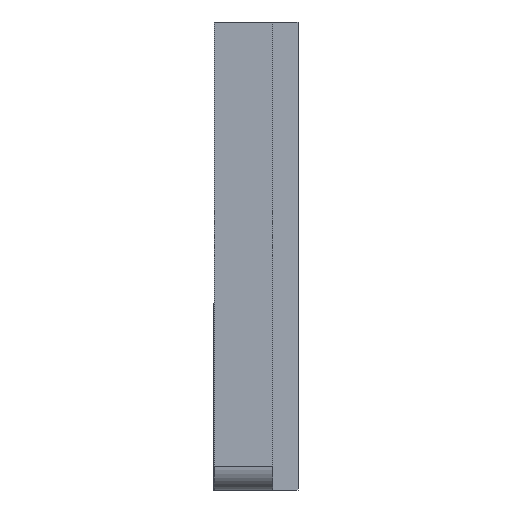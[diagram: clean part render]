
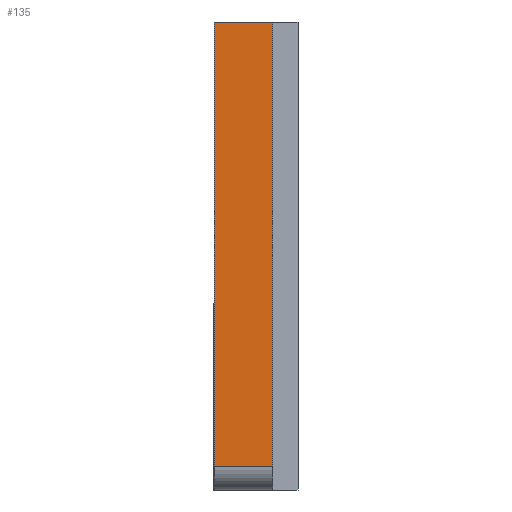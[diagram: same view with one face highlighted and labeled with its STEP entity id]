
A CAD part, left-side view. The second image highlights one B-rep face of the part: STEP entity #135.
In plain terms, the highlighted planar face has unit normal (-1, 0, 0).
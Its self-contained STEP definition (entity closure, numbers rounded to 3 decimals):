
#105 = PLANE ( 'NONE',  #260 ) ;
#135 = ADVANCED_FACE ( 'NONE', ( #269 ), #105, .F. ) ;
#141 = CARTESIAN_POINT ( 'NONE',  ( -16.185, 2.1, 39. ) ) ;
#152 = EDGE_LOOP ( 'NONE', ( #1114, #1784, #751, #1719 ) ) ;
#260 = AXIS2_PLACEMENT_3D ( 'NONE', #975, #821, #843 ) ;
#269 = FACE_OUTER_BOUND ( 'NONE', #152, .T. ) ;
#277 = LINE ( 'NONE', #1129, #1554 ) ;
#521 = VERTEX_POINT ( 'NONE', #1352 ) ;
#522 = VECTOR ( 'NONE', #691, 1000. ) ;
#527 = CARTESIAN_POINT ( 'NONE',  ( -16.185, 7., 39. ) ) ;
#535 = LINE ( 'NONE', #141, #522 ) ;
#662 = DIRECTION ( 'NONE',  ( 0., -1., 0. ) ) ;
#691 = DIRECTION ( 'NONE',  ( 0., 0., -1. ) ) ;
#727 = VERTEX_POINT ( 'NONE', #880 ) ;
#751 = ORIENTED_EDGE ( 'NONE', *, *, #1537, .F. ) ;
#801 = CARTESIAN_POINT ( 'NONE',  ( -16.185, 2.1, 2. ) ) ;
#821 = DIRECTION ( 'NONE',  ( 1., 0., 0. ) ) ;
#843 = DIRECTION ( 'NONE',  ( 0., 0., -1. ) ) ;
#880 = CARTESIAN_POINT ( 'NONE',  ( -16.185, 2.1, 39. ) ) ;
#916 = VERTEX_POINT ( 'NONE', #801 ) ;
#929 = VECTOR ( 'NONE', #1339, 1000. ) ;
#930 = LINE ( 'NONE', #1036, #929 ) ;
#946 = VERTEX_POINT ( 'NONE', #527 ) ;
#975 = CARTESIAN_POINT ( 'NONE',  ( -16.185, 7., 39. ) ) ;
#1036 = CARTESIAN_POINT ( 'NONE',  ( -16.185, 7., 39. ) ) ;
#1114 = ORIENTED_EDGE ( 'NONE', *, *, #1770, .T. ) ;
#1129 = CARTESIAN_POINT ( 'NONE',  ( -16.185, 7., 39. ) ) ;
#1158 = EDGE_CURVE ( 'NONE', #946, #727, #277, .T. ) ;
#1245 = CARTESIAN_POINT ( 'NONE',  ( -16.185, 7., 2. ) ) ;
#1339 = DIRECTION ( 'NONE',  ( 0., 0., -1. ) ) ;
#1352 = CARTESIAN_POINT ( 'NONE',  ( -16.185, 7., 2. ) ) ;
#1530 = LINE ( 'NONE', #1245, #1575 ) ;
#1537 = EDGE_CURVE ( 'NONE', #727, #916, #535, .T. ) ;
#1554 = VECTOR ( 'NONE', #1739, 1000. ) ;
#1575 = VECTOR ( 'NONE', #662, 1000. ) ;
#1600 = EDGE_CURVE ( 'NONE', #521, #916, #1530, .T. ) ;
#1719 = ORIENTED_EDGE ( 'NONE', *, *, #1158, .F. ) ;
#1739 = DIRECTION ( 'NONE',  ( 0., -1., 0. ) ) ;
#1770 = EDGE_CURVE ( 'NONE', #946, #521, #930, .T. ) ;
#1784 = ORIENTED_EDGE ( 'NONE', *, *, #1600, .T. ) ;
